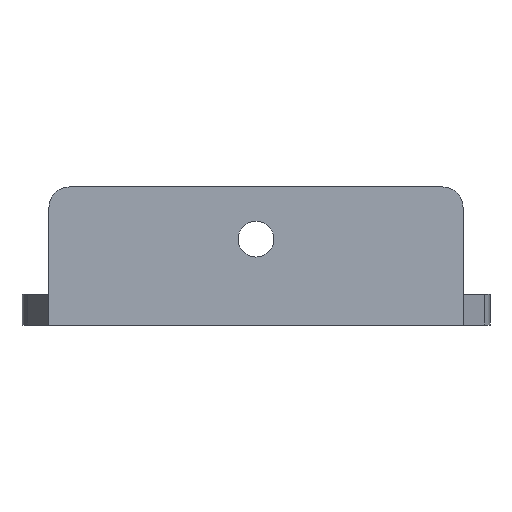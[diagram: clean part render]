
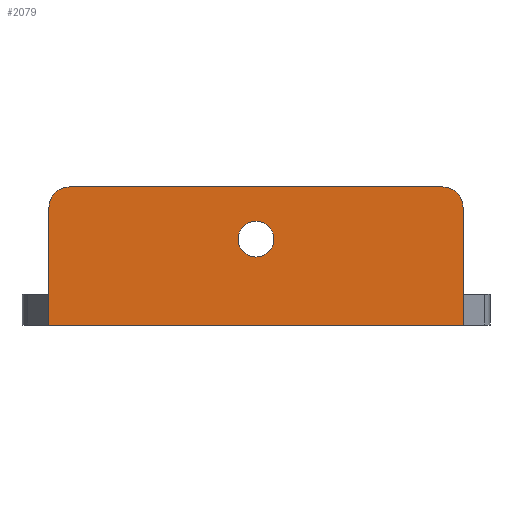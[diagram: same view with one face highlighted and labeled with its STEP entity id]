
A CAD part, front view. The second image highlights one B-rep face of the part: STEP entity #2079.
In plain terms, the highlighted planar face has unit normal (0, -1, 0).
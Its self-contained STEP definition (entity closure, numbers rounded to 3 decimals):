
#21 = EDGE_CURVE('',#22,#24,#26,.T.);
#22 = VERTEX_POINT('',#23);
#23 = CARTESIAN_POINT('',(-20.25,56.,-22.5));
#24 = VERTEX_POINT('',#25);
#25 = CARTESIAN_POINT('',(-18.25,56.,-20.5));
#26 = SURFACE_CURVE('',#27,(#32,#44),.PCURVE_S1.);
#27 = CIRCLE('',#28,2.);
#28 = AXIS2_PLACEMENT_3D('',#29,#30,#31);
#29 = CARTESIAN_POINT('',(-18.25,56.,-22.5));
#30 = DIRECTION('',(0.,1.,0.));
#31 = DIRECTION('',(0.,0.,1.));
#32 = PCURVE('',#33,#38);
#33 = CYLINDRICAL_SURFACE('',#34,2.);
#34 = AXIS2_PLACEMENT_3D('',#35,#36,#37);
#35 = CARTESIAN_POINT('',(-18.25,56.,-22.5));
#36 = DIRECTION('',(0.,1.,0.));
#37 = DIRECTION('',(-1.,0.,0.));
#38 = DEFINITIONAL_REPRESENTATION('',(#39),#43);
#39 = LINE('',#40,#41);
#40 = CARTESIAN_POINT('',(-4.712,0.));
#41 = VECTOR('',#42,1.);
#42 = DIRECTION('',(1.,0.));
#43 = ( GEOMETRIC_REPRESENTATION_CONTEXT(2) 
PARAMETRIC_REPRESENTATION_CONTEXT() REPRESENTATION_CONTEXT('2D SPACE',''
  ) );
#44 = PCURVE('',#45,#50);
#45 = PLANE('',#46);
#46 = AXIS2_PLACEMENT_3D('',#47,#48,#49);
#47 = CARTESIAN_POINT('',(0.,56.,
    -27.37));
#48 = DIRECTION('',(0.,1.,0.));
#49 = DIRECTION('',(0.,0.,1.));
#50 = DEFINITIONAL_REPRESENTATION('',(#51),#55);
#51 = CIRCLE('',#52,2.);
#52 = AXIS2_PLACEMENT_2D('',#53,#54);
#53 = CARTESIAN_POINT('',(4.87,-18.25));
#54 = DIRECTION('',(1.,0.));
#55 = ( GEOMETRIC_REPRESENTATION_CONTEXT(2) 
PARAMETRIC_REPRESENTATION_CONTEXT() REPRESENTATION_CONTEXT('2D SPACE',''
  ) );
#73 = PLANE('',#74);
#74 = AXIS2_PLACEMENT_3D('',#75,#76,#77);
#75 = CARTESIAN_POINT('',(-20.25,56.,-20.5));
#76 = DIRECTION('',(0.,0.,1.));
#77 = DIRECTION('',(1.,0.,0.));
#128 = PLANE('',#129);
#129 = AXIS2_PLACEMENT_3D('',#130,#131,#132);
#130 = CARTESIAN_POINT('',(-20.25,57.5,
    -28.25));
#131 = DIRECTION('',(1.,0.,0.));
#132 = DIRECTION('',(0.,0.,1.));
#167 = EDGE_CURVE('',#24,#168,#170,.T.);
#168 = VERTEX_POINT('',#169);
#169 = CARTESIAN_POINT('',(18.25,56.,-20.5));
#170 = SURFACE_CURVE('',#171,(#175,#182),.PCURVE_S1.);
#171 = LINE('',#172,#173);
#172 = CARTESIAN_POINT('',(-20.25,56.,-20.5));
#173 = VECTOR('',#174,1.);
#174 = DIRECTION('',(1.,0.,0.));
#175 = PCURVE('',#73,#176);
#176 = DEFINITIONAL_REPRESENTATION('',(#177),#181);
#177 = LINE('',#178,#179);
#178 = CARTESIAN_POINT('',(0.,0.));
#179 = VECTOR('',#180,1.);
#180 = DIRECTION('',(1.,0.));
#181 = ( GEOMETRIC_REPRESENTATION_CONTEXT(2) 
PARAMETRIC_REPRESENTATION_CONTEXT() REPRESENTATION_CONTEXT('2D SPACE',''
  ) );
#182 = PCURVE('',#45,#183);
#183 = DEFINITIONAL_REPRESENTATION('',(#184),#188);
#184 = LINE('',#185,#186);
#185 = CARTESIAN_POINT('',(6.87,-20.25));
#186 = VECTOR('',#187,1.);
#187 = DIRECTION('',(0.,1.));
#188 = ( GEOMETRIC_REPRESENTATION_CONTEXT(2) 
PARAMETRIC_REPRESENTATION_CONTEXT() REPRESENTATION_CONTEXT('2D SPACE',''
  ) );
#204 = CYLINDRICAL_SURFACE('',#205,2.);
#205 = AXIS2_PLACEMENT_3D('',#206,#207,#208);
#206 = CARTESIAN_POINT('',(18.25,56.,-22.5));
#207 = DIRECTION('',(0.,1.,0.));
#208 = DIRECTION('',(1.,0.,0.));
#237 = PLANE('',#238);
#238 = AXIS2_PLACEMENT_3D('',#239,#240,#241);
#239 = CARTESIAN_POINT('',(20.25,56.,-31.));
#240 = DIRECTION('',(1.,0.,0.));
#241 = DIRECTION('',(0.,1.,0.));
#345 = CYLINDRICAL_SURFACE('',#346,1.75);
#346 = AXIS2_PLACEMENT_3D('',#347,#348,#349);
#347 = CARTESIAN_POINT('',(0.,59.,-25.6));
#348 = DIRECTION('',(0.,1.,0.));
#349 = DIRECTION('',(-1.,0.,0.));
#360 = EDGE_CURVE('',#361,#168,#363,.T.);
#361 = VERTEX_POINT('',#362);
#362 = CARTESIAN_POINT('',(20.25,56.,-22.5));
#363 = SURFACE_CURVE('',#364,(#369,#376),.PCURVE_S1.);
#364 = CIRCLE('',#365,2.);
#365 = AXIS2_PLACEMENT_3D('',#366,#367,#368);
#366 = CARTESIAN_POINT('',(18.25,56.,-22.5));
#367 = DIRECTION('',(0.,-1.,0.));
#368 = DIRECTION('',(0.,0.,1.));
#369 = PCURVE('',#204,#370);
#370 = DEFINITIONAL_REPRESENTATION('',(#371),#375);
#371 = LINE('',#372,#373);
#372 = CARTESIAN_POINT('',(4.712,-0.));
#373 = VECTOR('',#374,1.);
#374 = DIRECTION('',(-1.,0.));
#375 = ( GEOMETRIC_REPRESENTATION_CONTEXT(2) 
PARAMETRIC_REPRESENTATION_CONTEXT() REPRESENTATION_CONTEXT('2D SPACE',''
  ) );
#376 = PCURVE('',#45,#377);
#377 = DEFINITIONAL_REPRESENTATION('',(#378),#386);
#378 = ( BOUNDED_CURVE() B_SPLINE_CURVE(2,(#379,#380,#381,#382,#383,#384
,#385),.UNSPECIFIED.,.T.,.F.) B_SPLINE_CURVE_WITH_KNOTS((1,2,2,2,2,1),(
    -2.094,0.,2.094,4.189,6.283,
8.378),.UNSPECIFIED.) CURVE() GEOMETRIC_REPRESENTATION_ITEM() 
RATIONAL_B_SPLINE_CURVE((1.,0.5,1.,0.5,1.,0.5,1.)) REPRESENTATION_ITEM(
  '') );
#379 = CARTESIAN_POINT('',(6.87,18.25));
#380 = CARTESIAN_POINT('',(6.87,14.786));
#381 = CARTESIAN_POINT('',(3.87,16.518));
#382 = CARTESIAN_POINT('',(0.87,18.25));
#383 = CARTESIAN_POINT('',(3.87,19.982));
#384 = CARTESIAN_POINT('',(6.87,21.714));
#385 = CARTESIAN_POINT('',(6.87,18.25));
#386 = ( GEOMETRIC_REPRESENTATION_CONTEXT(2) 
PARAMETRIC_REPRESENTATION_CONTEXT() REPRESENTATION_CONTEXT('2D SPACE',''
  ) );
#416 = VERTEX_POINT('',#417);
#417 = CARTESIAN_POINT('',(-1.75,56.,-25.6));
#438 = EDGE_CURVE('',#416,#416,#439,.T.);
#439 = SURFACE_CURVE('',#440,(#445,#452),.PCURVE_S1.);
#440 = CIRCLE('',#441,1.75);
#441 = AXIS2_PLACEMENT_3D('',#442,#443,#444);
#442 = CARTESIAN_POINT('',(0.,56.,-25.6));
#443 = DIRECTION('',(0.,1.,0.));
#444 = DIRECTION('',(-1.,0.,0.));
#445 = PCURVE('',#345,#446);
#446 = DEFINITIONAL_REPRESENTATION('',(#447),#451);
#447 = LINE('',#448,#449);
#448 = CARTESIAN_POINT('',(0.,-3.));
#449 = VECTOR('',#450,1.);
#450 = DIRECTION('',(1.,0.));
#451 = ( GEOMETRIC_REPRESENTATION_CONTEXT(2) 
PARAMETRIC_REPRESENTATION_CONTEXT() REPRESENTATION_CONTEXT('2D SPACE',''
  ) );
#452 = PCURVE('',#45,#453);
#453 = DEFINITIONAL_REPRESENTATION('',(#454),#458);
#454 = CIRCLE('',#455,1.75);
#455 = AXIS2_PLACEMENT_2D('',#456,#457);
#456 = CARTESIAN_POINT('',(1.77,0.));
#457 = DIRECTION('',(0.,-1.));
#458 = ( GEOMETRIC_REPRESENTATION_CONTEXT(2) 
PARAMETRIC_REPRESENTATION_CONTEXT() REPRESENTATION_CONTEXT('2D SPACE',''
  ) );
#1067 = PLANE('',#1068);
#1068 = AXIS2_PLACEMENT_3D('',#1069,#1070,#1071);
#1069 = CARTESIAN_POINT('',(-23.5,56.,-34.));
#1070 = DIRECTION('',(0.,0.,1.));
#1071 = DIRECTION('',(1.,0.,0.));
#1195 = VERTEX_POINT('',#1196);
#1196 = CARTESIAN_POINT('',(-20.25,56.,-34.));
#1216 = EDGE_CURVE('',#1195,#1217,#1219,.T.);
#1217 = VERTEX_POINT('',#1218);
#1218 = CARTESIAN_POINT('',(20.25,56.,-34.));
#1219 = SURFACE_CURVE('',#1220,(#1224,#1231),.PCURVE_S1.);
#1220 = LINE('',#1221,#1222);
#1221 = CARTESIAN_POINT('',(-23.5,56.,-34.));
#1222 = VECTOR('',#1223,1.);
#1223 = DIRECTION('',(1.,0.,0.));
#1224 = PCURVE('',#1067,#1225);
#1225 = DEFINITIONAL_REPRESENTATION('',(#1226),#1230);
#1226 = LINE('',#1227,#1228);
#1227 = CARTESIAN_POINT('',(0.,0.));
#1228 = VECTOR('',#1229,1.);
#1229 = DIRECTION('',(1.,0.));
#1230 = ( GEOMETRIC_REPRESENTATION_CONTEXT(2) 
PARAMETRIC_REPRESENTATION_CONTEXT() REPRESENTATION_CONTEXT('2D SPACE',''
  ) );
#1231 = PCURVE('',#45,#1232);
#1232 = DEFINITIONAL_REPRESENTATION('',(#1233),#1237);
#1233 = LINE('',#1234,#1235);
#1234 = CARTESIAN_POINT('',(-6.63,-23.5));
#1235 = VECTOR('',#1236,1.);
#1236 = DIRECTION('',(0.,1.));
#1237 = ( GEOMETRIC_REPRESENTATION_CONTEXT(2) 
PARAMETRIC_REPRESENTATION_CONTEXT() REPRESENTATION_CONTEXT('2D SPACE',''
  ) );
#2079 = ADVANCED_FACE('',(#2080,#2128),#45,.F.);
#2080 = FACE_BOUND('',#2081,.T.);
#2081 = EDGE_LOOP('',(#2082,#2083,#2084,#2085,#2106,#2107));
#2082 = ORIENTED_EDGE('',*,*,#360,.T.);
#2083 = ORIENTED_EDGE('',*,*,#167,.F.);
#2084 = ORIENTED_EDGE('',*,*,#21,.F.);
#2085 = ORIENTED_EDGE('',*,*,#2086,.F.);
#2086 = EDGE_CURVE('',#1195,#22,#2087,.T.);
#2087 = SURFACE_CURVE('',#2088,(#2092,#2099),.PCURVE_S1.);
#2088 = LINE('',#2089,#2090);
#2089 = CARTESIAN_POINT('',(-20.25,56.,-31.));
#2090 = VECTOR('',#2091,1.);
#2091 = DIRECTION('',(0.,0.,1.));
#2092 = PCURVE('',#45,#2093);
#2093 = DEFINITIONAL_REPRESENTATION('',(#2094),#2098);
#2094 = LINE('',#2095,#2096);
#2095 = CARTESIAN_POINT('',(-3.63,-20.25));
#2096 = VECTOR('',#2097,1.);
#2097 = DIRECTION('',(1.,0.));
#2098 = ( GEOMETRIC_REPRESENTATION_CONTEXT(2) 
PARAMETRIC_REPRESENTATION_CONTEXT() REPRESENTATION_CONTEXT('2D SPACE',''
  ) );
#2099 = PCURVE('',#128,#2100);
#2100 = DEFINITIONAL_REPRESENTATION('',(#2101),#2105);
#2101 = LINE('',#2102,#2103);
#2102 = CARTESIAN_POINT('',(-2.75,1.5));
#2103 = VECTOR('',#2104,1.);
#2104 = DIRECTION('',(1.,0.));
#2105 = ( GEOMETRIC_REPRESENTATION_CONTEXT(2) 
PARAMETRIC_REPRESENTATION_CONTEXT() REPRESENTATION_CONTEXT('2D SPACE',''
  ) );
#2106 = ORIENTED_EDGE('',*,*,#1216,.T.);
#2107 = ORIENTED_EDGE('',*,*,#2108,.F.);
#2108 = EDGE_CURVE('',#361,#1217,#2109,.T.);
#2109 = SURFACE_CURVE('',#2110,(#2114,#2121),.PCURVE_S1.);
#2110 = LINE('',#2111,#2112);
#2111 = CARTESIAN_POINT('',(20.25,56.,-31.));
#2112 = VECTOR('',#2113,1.);
#2113 = DIRECTION('',(-0.,-0.,-1.));
#2114 = PCURVE('',#45,#2115);
#2115 = DEFINITIONAL_REPRESENTATION('',(#2116),#2120);
#2116 = LINE('',#2117,#2118);
#2117 = CARTESIAN_POINT('',(-3.63,20.25));
#2118 = VECTOR('',#2119,1.);
#2119 = DIRECTION('',(-1.,0.));
#2120 = ( GEOMETRIC_REPRESENTATION_CONTEXT(2) 
PARAMETRIC_REPRESENTATION_CONTEXT() REPRESENTATION_CONTEXT('2D SPACE',''
  ) );
#2121 = PCURVE('',#237,#2122);
#2122 = DEFINITIONAL_REPRESENTATION('',(#2123),#2127);
#2123 = LINE('',#2124,#2125);
#2124 = CARTESIAN_POINT('',(0.,0.));
#2125 = VECTOR('',#2126,1.);
#2126 = DIRECTION('',(0.,-1.));
#2127 = ( GEOMETRIC_REPRESENTATION_CONTEXT(2) 
PARAMETRIC_REPRESENTATION_CONTEXT() REPRESENTATION_CONTEXT('2D SPACE',''
  ) );
#2128 = FACE_BOUND('',#2129,.F.);
#2129 = EDGE_LOOP('',(#2130));
#2130 = ORIENTED_EDGE('',*,*,#438,.F.);
